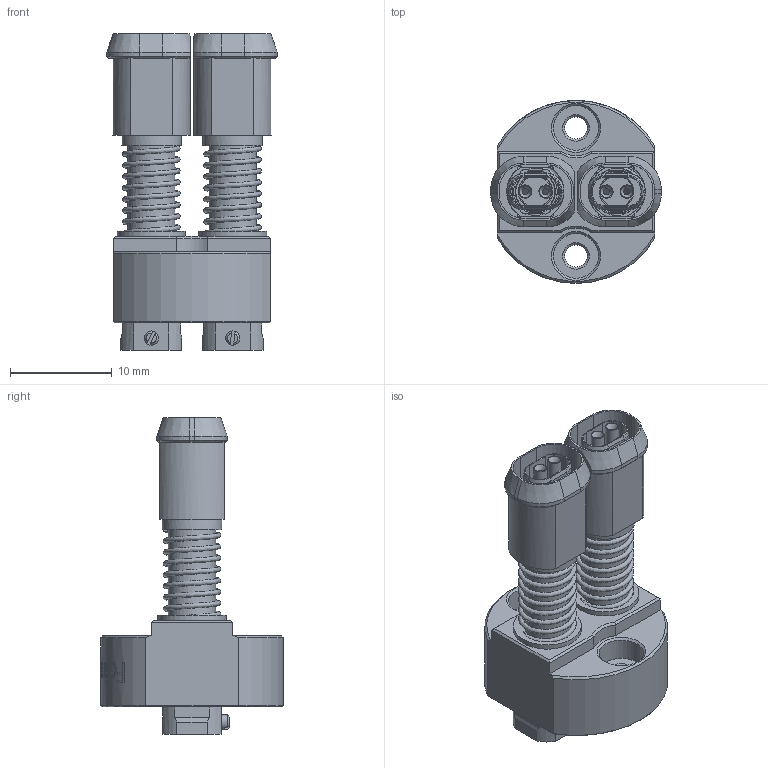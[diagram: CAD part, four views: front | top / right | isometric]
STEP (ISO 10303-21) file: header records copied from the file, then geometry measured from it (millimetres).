
FILE_DESCRIPTION (( 'STEP AP214' ), '1' );
FILE_NAME ('HF77-0003BG02-1~-a.STEP', '2021-04-28T09:16:25', ( 'first' ), ( 'Hewlett-Packard Company' ), 'SwSTEP 2.0', 'SolidWorks 2020', '' );
FILE_SCHEMA (( 'AUTOMOTIVE_DESIGN' ));
Length unit declared in the file: millimetre
Products named in the file (1): HF77-0003BG02-1~-a
Bounding box: 16.8 x 18 x 31.16 mm (x, y, z)
Volume: 2521.4 mm3; surface area: 4013.3 mm2
Topology: 9 solids, 9 shells, 658 faces, 1769 edges, 1142 vertices
Faces by surface type: plane 334, cylinder 209, cone 109, sphere 4, bspline 2
Full cylindrical faces by diameter (mm): 0.51 x4, 0.53 x4, 0.54 x4, 0.6 x4, 0.75 x4, 0.78 x8, 0.8 x4, 0.82 x4, 1.1 x2, 1.3 x8, 1.4 x2, 2.2 x2, 3.74 x2, 3.94 x1, 4.4 x4, 4.65 x2, 4.67 x2, 5.86 x2, 6.7 x2
Entity records: 29422 total; most frequent: CARTESIAN_POINT 6703, DIRECTION 3380, ORIENTED_EDGE 3220, EDGE_CURVE 1610, AXIS2_PLACEMENT_3D 1316, VERTEX_POINT 1098, EDGE_LOOP 850, VECTOR 748
